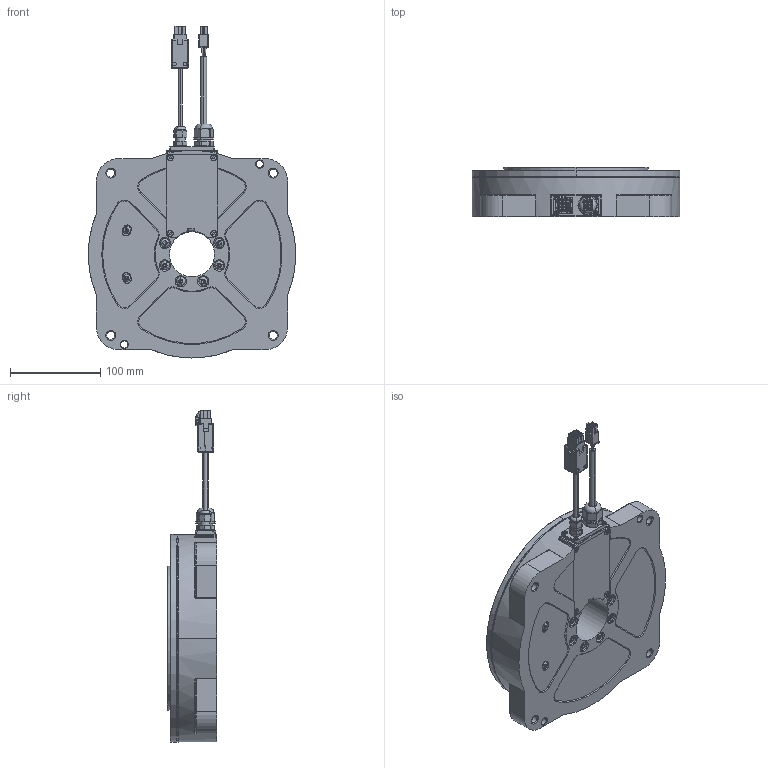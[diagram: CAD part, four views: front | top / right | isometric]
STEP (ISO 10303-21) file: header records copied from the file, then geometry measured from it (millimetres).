
FILE_DESCRIPTION (( 'STEP AP203' ), '1' );
FILE_NAME ('FM17M2014000_A1_ª½ÅX°¨¹F_DMN93.STEP', '2020-02-25T02:12:20', ( '' ), ( '' ), 'SwSTEP 2.0', 'SolidWorks 2015', '' );
FILE_SCHEMA (( 'CONFIG_CONTROL_DESIGN' ));
Length unit declared in the file: millimetre
Products named in the file (1): FM17M2014000_A1_直驅馬達_DMN93
Bounding box: 230 x 55 x 368 mm (x, y, z)
Volume: 2204187.2 mm3; surface area: 163168.3 mm2
Topology: 1 solids, 10 shells, 1764 faces, 4599 edges, 2929 vertices
Faces by surface type: plane 971, cylinder 398, bspline 148, torus 121, cone 110, sphere 16
Entity records: 61651 total; most frequent: CARTESIAN_POINT 19715, ORIENTED_EDGE 9106, DIRECTION 8048, EDGE_CURVE 4553, VERTEX_POINT 2925, LINE 2792, VECTOR 2792, AXIS2_PLACEMENT_3D 2628
